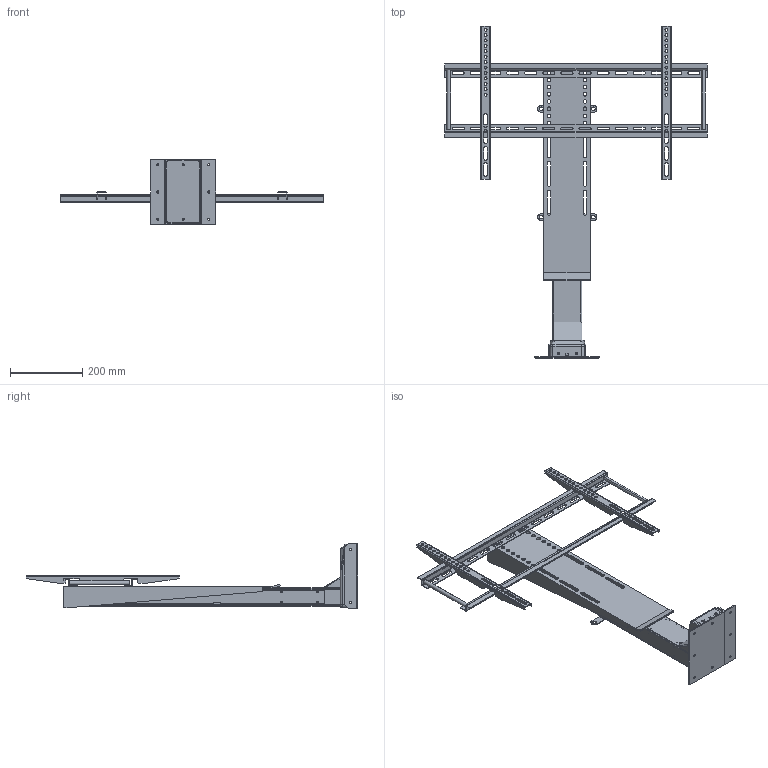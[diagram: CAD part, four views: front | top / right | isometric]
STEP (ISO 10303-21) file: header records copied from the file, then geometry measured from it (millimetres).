
FILE_DESCRIPTION (( 'STEP AP214' ), '1' );
FILE_NAME ('TY-01.STEP', '2019-12-13T20:37:58', ( '' ), ( '' ), 'SwSTEP 2.0', 'SolidWorks 2018', '' );
FILE_SCHEMA (( 'AUTOMOTIVE_DESIGN' ));
Length unit declared in the file: inch
Products named in the file (1): TY-01
Bounding box: 727 x 919.09 x 180 mm (x, y, z)
Volume: 1832729.7 mm3; surface area: 1668641.7 mm2
Topology: 15 solids, 15 shells, 1696 faces, 4603 edges, 2943 vertices
Faces by surface type: cylinder 812, plane 655, torus 142, bspline 60, cone 15, sphere 12
Entity records: 90447 total; most frequent: CARTESIAN_POINT 24376, ORIENTED_EDGE 9198, DIRECTION 9118, EDGE_CURVE 4599, AXIS2_PLACEMENT_3D 3338, VERTEX_POINT 2943, LINE 2442, VECTOR 2442
